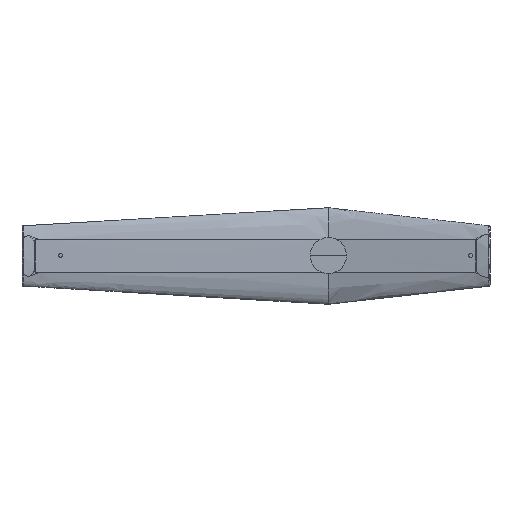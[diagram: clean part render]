
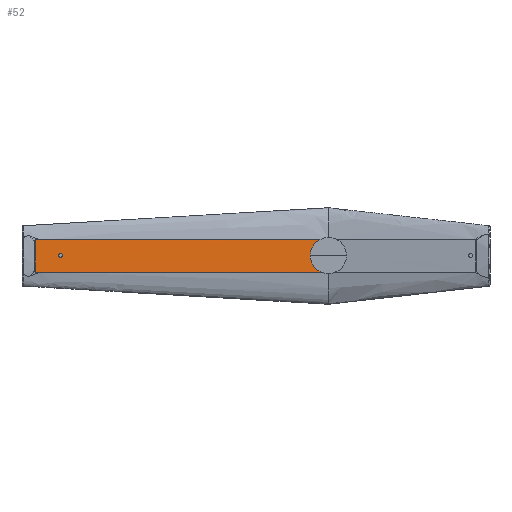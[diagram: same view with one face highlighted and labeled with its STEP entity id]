
A CAD part, top view. The second image highlights one B-rep face of the part: STEP entity #52.
In plain terms, the highlighted free-form (B-spline) face has degree [3, 3] with [4, 4] control points.
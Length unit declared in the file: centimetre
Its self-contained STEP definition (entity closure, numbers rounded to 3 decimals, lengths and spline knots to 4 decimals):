
#25=FACE_BOUND('',#149,.T.);
#26=FACE_BOUND('',#150,.T.);
#52=ADVANCED_FACE('',(#100,#25,#26),#578,.T.);
#100=FACE_OUTER_BOUND('',#148,.T.);
#148=EDGE_LOOP('',(#268,#269,#270,#271));
#149=EDGE_LOOP('',(#272));
#150=EDGE_LOOP('',(#273));
#268=ORIENTED_EDGE('',*,*,#423,.T.);
#269=ORIENTED_EDGE('',*,*,#421,.T.);
#270=ORIENTED_EDGE('',*,*,#417,.F.);
#271=ORIENTED_EDGE('',*,*,#420,.T.);
#272=ORIENTED_EDGE('',*,*,#428,.F.);
#273=ORIENTED_EDGE('',*,*,#429,.F.);
#417=EDGE_CURVE('',#507,#504,#675,.T.);
#420=EDGE_CURVE('',#507,#511,#678,.T.);
#421=EDGE_CURVE('',#510,#504,#679,.T.);
#423=EDGE_CURVE('',#511,#510,#681,.T.);
#428=EDGE_CURVE('',#515,#515,#686,.T.);
#429=EDGE_CURVE('',#516,#516,#687,.T.);
#504=VERTEX_POINT('',#3607);
#507=VERTEX_POINT('',#3610);
#510=VERTEX_POINT('',#3613);
#511=VERTEX_POINT('',#3614);
#515=VERTEX_POINT('',#3618);
#516=VERTEX_POINT('',#3619);
#578=B_SPLINE_SURFACE_WITH_KNOTS('',3,3,((#3559,#3560,#3561,#3562),(#3563,
#3564,#3565,#3566),(#3567,#3568,#3569,#3570),(#3571,#3572,#3573,#3574)),
.UNSPECIFIED.,.F.,.F.,.F.,(4,4),(4,4),(0.,13.426),(61.884,
183.7857),.UNSPECIFIED.);
#675=B_SPLINE_CURVE_WITH_KNOTS('',1,(#3468,#3469),.UNSPECIFIED.,.F.,.F.,
(2,2),(-13.4164,0.),.UNSPECIFIED.);
#678=B_SPLINE_CURVE_WITH_KNOTS('',3,(#3478,#3479,#3480,#3481),.UNSPECIFIED.,
.F.,.F.,(4,4),(-183.7857,-61.884),.UNSPECIFIED.);
#679=B_SPLINE_CURVE_WITH_KNOTS('',3,(#3482,#3483,#3484,#3485),.UNSPECIFIED.,
.F.,.F.,(4,4),(61.884,183.7857),.UNSPECIFIED.);
#681=B_SPLINE_CURVE_WITH_KNOTS('',3,(#3490,#3491,#3492,#3493),.UNSPECIFIED.,
.F.,.F.,(4,4),(0.,13.426),.UNSPECIFIED.);
#686=B_SPLINE_CURVE_WITH_KNOTS('',3,(#3525,#3526,#3527,#3528,#3529,#3530,
#3531,#3532,#3533,#3534,#3535,#3536,#3537),.UNSPECIFIED.,.T.,.F.,(4,3,3,
3,4),(-0.7866,0.,0.7866,1.5732,2.3598),
.UNSPECIFIED.);
#687=B_SPLINE_CURVE_WITH_KNOTS('',3,(#3538,#3539,#3540,#3541,#3542,#3543,
#3544,#3545,#3546,#3547,#3548,#3549,#3550),.UNSPECIFIED.,.T.,.F.,(4,3,3,
3,4),(-0.3933,0.,0.3933,0.7866,1.1799),
.UNSPECIFIED.);
#3468=CARTESIAN_POINT('',(-121.4655,-6.7082,19.8916));
#3469=CARTESIAN_POINT('',(-121.4706,6.713,19.892));
#3478=CARTESIAN_POINT('',(-121.4655,-6.7082,19.8916));
#3479=CARTESIAN_POINT('',(-79.6364,-6.7109,16.412));
#3480=CARTESIAN_POINT('',(-39.8206,-6.7097,13.0655));
#3481=CARTESIAN_POINT('',(0.,-6.7087,9.7107));
#3482=CARTESIAN_POINT('',(0.,6.7088,9.7107));
#3483=CARTESIAN_POINT('',(-39.8225,6.7097,13.0657));
#3484=CARTESIAN_POINT('',(-79.6401,6.711,16.4124));
#3485=CARTESIAN_POINT('',(-121.4706,6.713,19.892));
#3490=CARTESIAN_POINT('',(0.,-6.7087,9.7107));
#3491=CARTESIAN_POINT('',(0.,-2.2362,9.7107));
#3492=CARTESIAN_POINT('',(0.,2.2363,9.7107));
#3493=CARTESIAN_POINT('',(0.,6.7088,9.7107));
#3525=CARTESIAN_POINT('',(-4.228,0.,10.0669));
#3526=CARTESIAN_POINT('',(-4.228,-0.2769,10.0669));
#3527=CARTESIAN_POINT('',(-4.0033,-0.5,10.0479));
#3528=CARTESIAN_POINT('',(-3.728,-0.5,10.0248));
#3529=CARTESIAN_POINT('',(-3.4526,-0.5,10.0016));
#3530=CARTESIAN_POINT('',(-3.228,-0.2769,9.9826));
#3531=CARTESIAN_POINT('',(-3.228,0.,9.9826));
#3532=CARTESIAN_POINT('',(-3.228,0.277,9.9826));
#3533=CARTESIAN_POINT('',(-3.4526,0.5,10.0016));
#3534=CARTESIAN_POINT('',(-3.728,0.5,10.0248));
#3535=CARTESIAN_POINT('',(-4.0033,0.5,10.048));
#3536=CARTESIAN_POINT('',(-4.228,0.277,10.0669));
#3537=CARTESIAN_POINT('',(-4.228,0.,10.0669));
#3538=CARTESIAN_POINT('',(-110.75,0.,18.9995));
#3539=CARTESIAN_POINT('',(-110.75,0.1385,18.9995));
#3540=CARTESIAN_POINT('',(-110.8623,0.25,19.0089));
#3541=CARTESIAN_POINT('',(-111.,0.25,19.0203));
#3542=CARTESIAN_POINT('',(-111.1377,0.25,19.0318));
#3543=CARTESIAN_POINT('',(-111.25,0.1385,19.0412));
#3544=CARTESIAN_POINT('',(-111.25,0.,19.0412));
#3545=CARTESIAN_POINT('',(-111.25,-0.1384,19.0412));
#3546=CARTESIAN_POINT('',(-111.1377,-0.25,19.0318));
#3547=CARTESIAN_POINT('',(-111.,-0.25,19.0203));
#3548=CARTESIAN_POINT('',(-110.8623,-0.25,19.0089));
#3549=CARTESIAN_POINT('',(-110.75,-0.1384,18.9995));
#3550=CARTESIAN_POINT('',(-110.75,0.,18.9995));
#3559=CARTESIAN_POINT('',(0.,-6.7087,9.7107));
#3560=CARTESIAN_POINT('',(-39.8206,-6.7097,13.0655));
#3561=CARTESIAN_POINT('',(-79.6364,-6.7109,16.412));
#3562=CARTESIAN_POINT('',(-121.4655,-6.7082,19.8916));
#3563=CARTESIAN_POINT('',(0.,-2.2362,9.7107));
#3564=CARTESIAN_POINT('',(-39.8218,-2.2365,13.0656));
#3565=CARTESIAN_POINT('',(-79.6387,-2.2369,16.4123));
#3566=CARTESIAN_POINT('',(-121.4689,-2.2328,19.8919));
#3567=CARTESIAN_POINT('',(0.,2.2363,9.7107));
#3568=CARTESIAN_POINT('',(-39.8229,2.2366,13.0657));
#3569=CARTESIAN_POINT('',(-79.641,2.237,16.4125));
#3570=CARTESIAN_POINT('',(-121.4723,2.2425,19.8922));
#3571=CARTESIAN_POINT('',(0.,6.7088,9.7107));
#3572=CARTESIAN_POINT('',(-39.8241,6.7097,13.0659));
#3573=CARTESIAN_POINT('',(-79.6433,6.711,16.4127));
#3574=CARTESIAN_POINT('',(-121.4757,6.7178,19.8925));
#3607=CARTESIAN_POINT('',(-121.4706,6.713,19.892));
#3610=CARTESIAN_POINT('',(-121.4655,-6.7082,19.8916));
#3613=CARTESIAN_POINT('',(0.,6.7088,9.7107));
#3614=CARTESIAN_POINT('',(0.,-6.7087,9.7107));
#3618=CARTESIAN_POINT('',(-4.228,0.,10.0669));
#3619=CARTESIAN_POINT('',(-110.75,0.,18.9995));
